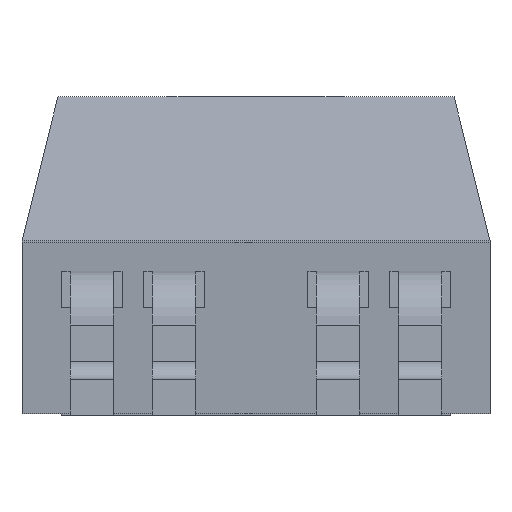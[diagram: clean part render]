
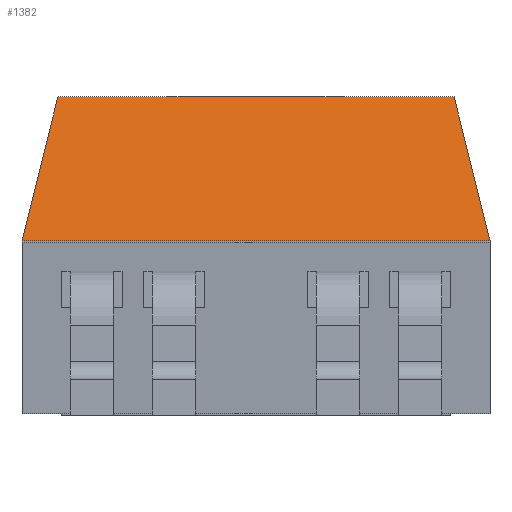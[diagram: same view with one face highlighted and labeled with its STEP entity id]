
A CAD part, left-side view. The second image highlights one B-rep face of the part: STEP entity #1382.
In plain terms, the highlighted planar face has unit normal (-0.97, 0, 0.242).
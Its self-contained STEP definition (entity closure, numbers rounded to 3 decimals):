
#502 = VERTEX_POINT('',#503);
#503 = CARTESIAN_POINT('',(-2.27,-3.25,2.42));
#542 = VERTEX_POINT('',#543);
#543 = CARTESIAN_POINT('',(-2.27,3.25,2.42));
#766 = EDGE_CURVE('',#542,#502,#767,.T.);
#767 = LINE('',#768,#769);
#768 = CARTESIAN_POINT('',(-2.27,3.25,2.42));
#769 = VECTOR('',#770,1.);
#770 = DIRECTION('',(0.,-1.,0.));
#782 = EDGE_CURVE('',#783,#502,#785,.T.);
#783 = VERTEX_POINT('',#784);
#784 = CARTESIAN_POINT('',(-1.77,-2.75,4.42));
#785 = LINE('',#786,#787);
#786 = CARTESIAN_POINT('',(-1.839,-2.819,
4.142));
#787 = VECTOR('',#788,1.);
#788 = DIRECTION('',(-0.236,-0.236,-0.943));
#808 = VERTEX_POINT('',#809);
#809 = CARTESIAN_POINT('',(-1.77,2.75,4.42));
#815 = EDGE_CURVE('',#808,#542,#816,.T.);
#816 = LINE('',#817,#818);
#817 = CARTESIAN_POINT('',(-1.875,2.855,4.));
#818 = VECTOR('',#819,1.);
#819 = DIRECTION('',(-0.236,0.236,-0.943));
#830 = EDGE_CURVE('',#808,#783,#831,.T.);
#831 = LINE('',#832,#833);
#832 = CARTESIAN_POINT('',(-1.77,3.25,4.42));
#833 = VECTOR('',#834,1.);
#834 = DIRECTION('',(0.,-1.,0.));
#1382 = ADVANCED_FACE('',(#1383),#1389,.T.);
#1383 = FACE_BOUND('',#1384,.F.);
#1384 = EDGE_LOOP('',(#1385,#1386,#1387,#1388));
#1385 = ORIENTED_EDGE('',*,*,#830,.T.);
#1386 = ORIENTED_EDGE('',*,*,#782,.T.);
#1387 = ORIENTED_EDGE('',*,*,#766,.F.);
#1388 = ORIENTED_EDGE('',*,*,#815,.F.);
#1389 = PLANE('',#1390);
#1390 = AXIS2_PLACEMENT_3D('',#1391,#1392,#1393);
#1391 = CARTESIAN_POINT('',(-2.02,3.25,3.42));
#1392 = DIRECTION('',(-0.97,0.,0.243)
);
#1393 = DIRECTION('',(0.,1.,0.));
